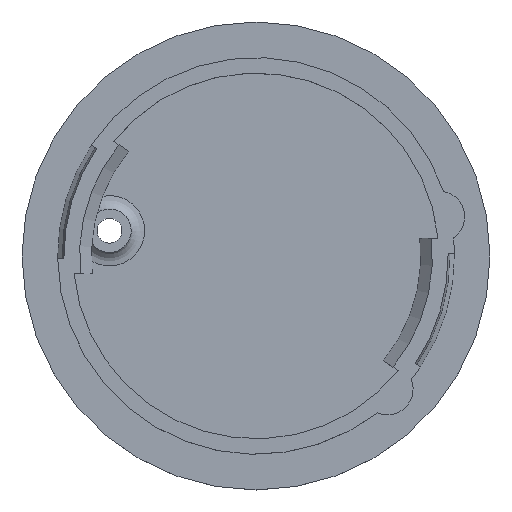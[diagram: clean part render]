
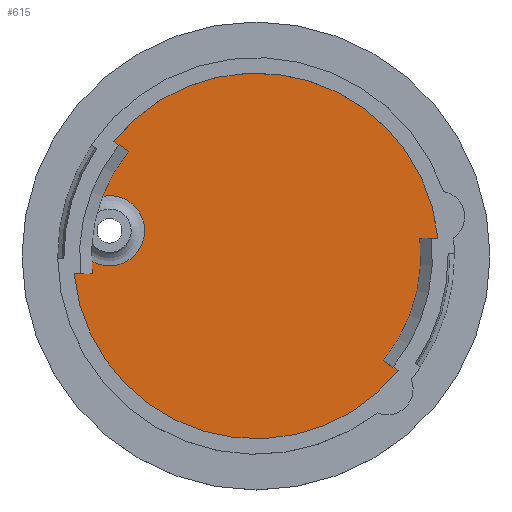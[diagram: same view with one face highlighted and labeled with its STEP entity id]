
A CAD part, top view. The second image highlights one B-rep face of the part: STEP entity #615.
In plain terms, the highlighted planar face has unit normal (0, 0, 1).
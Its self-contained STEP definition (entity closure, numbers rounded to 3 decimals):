
#50=LINE('',#983,#93);
#51=LINE('',#987,#94);
#52=LINE('',#991,#95);
#53=LINE('',#995,#96);
#93=VECTOR('',#760,10.);
#94=VECTOR('',#763,10.);
#95=VECTOR('',#766,10.);
#96=VECTOR('',#769,10.);
#136=PLANE('',#670);
#150=FACE_OUTER_BOUND('',#187,.T.);
#187=EDGE_LOOP('',(#431,#432,#433,#434,#435,#436,#437,#438,#439,#440,#441));
#227=CIRCLE('',#666,4.532);
#230=CIRCLE('',#669,4.532);
#231=CIRCLE('',#671,22.772);
#232=CIRCLE('',#672,23.6);
#233=CIRCLE('',#673,22.772);
#234=CIRCLE('',#674,23.6);
#235=CIRCLE('',#675,22.772);
#270=VERTEX_POINT('',#949);
#271=VERTEX_POINT('',#950);
#272=VERTEX_POINT('',#973);
#274=VERTEX_POINT('',#980);
#275=VERTEX_POINT('',#982);
#276=VERTEX_POINT('',#984);
#277=VERTEX_POINT('',#986);
#278=VERTEX_POINT('',#988);
#279=VERTEX_POINT('',#990);
#280=VERTEX_POINT('',#992);
#281=VERTEX_POINT('',#994);
#332=EDGE_CURVE('',#270,#272,#227,.T.);
#335=EDGE_CURVE('',#272,#271,#230,.T.);
#336=EDGE_CURVE('',#274,#270,#231,.T.);
#337=EDGE_CURVE('',#275,#274,#50,.T.);
#338=EDGE_CURVE('',#276,#275,#232,.T.);
#339=EDGE_CURVE('',#277,#276,#51,.T.);
#340=EDGE_CURVE('',#278,#277,#233,.T.);
#341=EDGE_CURVE('',#279,#278,#52,.T.);
#342=EDGE_CURVE('',#280,#279,#234,.T.);
#343=EDGE_CURVE('',#281,#280,#53,.T.);
#344=EDGE_CURVE('',#271,#281,#235,.T.);
#431=ORIENTED_EDGE('',*,*,#332,.F.);
#432=ORIENTED_EDGE('',*,*,#336,.F.);
#433=ORIENTED_EDGE('',*,*,#337,.F.);
#434=ORIENTED_EDGE('',*,*,#338,.F.);
#435=ORIENTED_EDGE('',*,*,#339,.F.);
#436=ORIENTED_EDGE('',*,*,#340,.F.);
#437=ORIENTED_EDGE('',*,*,#341,.F.);
#438=ORIENTED_EDGE('',*,*,#342,.F.);
#439=ORIENTED_EDGE('',*,*,#343,.F.);
#440=ORIENTED_EDGE('',*,*,#344,.F.);
#441=ORIENTED_EDGE('',*,*,#335,.F.);
#615=ADVANCED_FACE('',(#150),#136,.F.);
#666=AXIS2_PLACEMENT_3D('',#974,#748,#749);
#669=AXIS2_PLACEMENT_3D('',#978,#754,#755);
#670=AXIS2_PLACEMENT_3D('',#979,#756,#757);
#671=AXIS2_PLACEMENT_3D('',#981,#758,#759);
#672=AXIS2_PLACEMENT_3D('',#985,#761,#762);
#673=AXIS2_PLACEMENT_3D('',#989,#764,#765);
#674=AXIS2_PLACEMENT_3D('',#993,#767,#768);
#675=AXIS2_PLACEMENT_3D('',#996,#770,#771);
#748=DIRECTION('center_axis',(0.,0.,1.));
#749=DIRECTION('ref_axis',(-0.986,0.164,0.));
#754=DIRECTION('center_axis',(0.,0.,1.));
#755=DIRECTION('ref_axis',(-0.986,0.164,0.));
#756=DIRECTION('center_axis',(0.,0.,-1.));
#757=DIRECTION('ref_axis',(-1.,0.,0.));
#758=DIRECTION('center_axis',(0.,0.,-1.));
#759=DIRECTION('ref_axis',(0.958,-0.287,0.));
#760=DIRECTION('',(1.,0.013,0.));
#761=DIRECTION('center_axis',(0.,0.,-1.));
#762=DIRECTION('ref_axis',(-1.,0.,0.));
#763=DIRECTION('',(0.829,-0.56,0.));
#764=DIRECTION('center_axis',(0.,0.,-1.));
#765=DIRECTION('ref_axis',(0.958,-0.287,0.));
#766=DIRECTION('',(-1.,-0.013,0.));
#767=DIRECTION('center_axis',(0.,0.,-1.));
#768=DIRECTION('ref_axis',(-1.,0.,0.));
#769=DIRECTION('',(-0.829,0.56,0.));
#770=DIRECTION('center_axis',(0.,0.,-1.));
#771=DIRECTION('ref_axis',(0.958,-0.287,0.));
#949=CARTESIAN_POINT('',(-22.755,0.866,-137.8));
#950=CARTESIAN_POINT('',(-21.734,6.795,-137.8));
#973=CARTESIAN_POINT('',(-14.434,2.51,-137.8));
#974=CARTESIAN_POINT('Origin',(-18.904,3.255,-137.8));
#978=CARTESIAN_POINT('Origin',(-18.904,3.255,-137.8));
#979=CARTESIAN_POINT('Origin',(0.,0.,-137.8));
#980=CARTESIAN_POINT('',(-22.657,-2.285,-137.8));
#981=CARTESIAN_POINT('Origin',(0.,0.,-137.8));
#982=CARTESIAN_POINT('',(-23.488,-2.295,-137.8));
#983=CARTESIAN_POINT('',(-12.399,-2.156,-137.8));
#984=CARTESIAN_POINT('',(18.369,-14.817,-137.8));
#985=CARTESIAN_POINT('Origin',(0.,0.,-137.8));
#986=CARTESIAN_POINT('',(17.679,-14.352,-137.8));
#987=CARTESIAN_POINT('',(9.178,-8.611,-137.8));
#988=CARTESIAN_POINT('',(22.657,2.285,-137.8));
#989=CARTESIAN_POINT('Origin',(0.,0.,-137.8));
#990=CARTESIAN_POINT('',(23.488,2.295,-137.8));
#991=CARTESIAN_POINT('',(12.399,2.156,-137.8));
#992=CARTESIAN_POINT('',(-18.369,14.817,-137.8));
#993=CARTESIAN_POINT('Origin',(0.,0.,-137.8));
#994=CARTESIAN_POINT('',(-17.679,14.352,-137.8));
#995=CARTESIAN_POINT('',(-9.178,8.611,-137.8));
#996=CARTESIAN_POINT('Origin',(0.,0.,-137.8));
